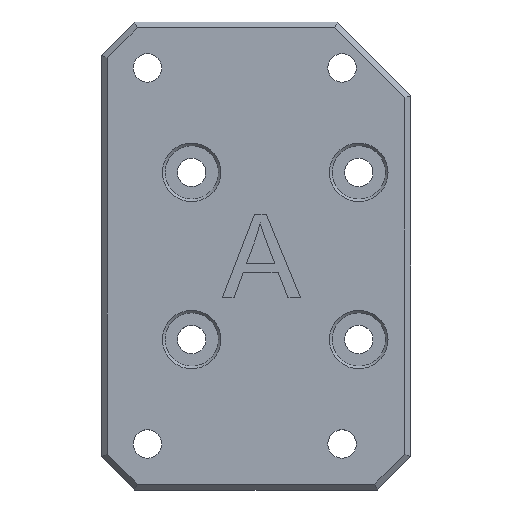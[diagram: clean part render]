
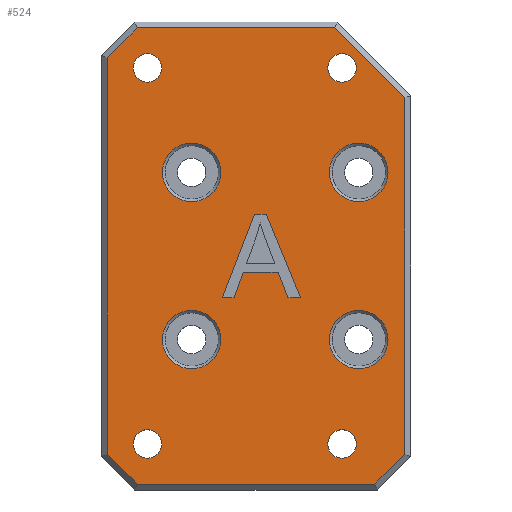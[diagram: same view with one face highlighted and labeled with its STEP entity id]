
A CAD part, top view. The second image highlights one B-rep face of the part: STEP entity #524.
In plain terms, the highlighted planar face has unit normal (0, 0, 1).
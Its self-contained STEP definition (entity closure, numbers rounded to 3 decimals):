
#263=CARTESIAN_POINT('',(-543.82,-142.896,27.5));
#264=DIRECTION('',(0.,0.,1.));
#265=DIRECTION('',(1.,0.,0.));
#266=AXIS2_PLACEMENT_3D('',#263,#264,#265);
#267=PLANE('',#266);
#268=CARTESIAN_POINT('',(321.5,226.81,27.5));
#269=VERTEX_POINT('',#268);
#270=CARTESIAN_POINT('',(313.11,235.2,27.5));
#271=VERTEX_POINT('',#270);
#272=CARTESIAN_POINT('',(321.5,226.81,27.5));
#273=DIRECTION('',(-0.707,0.707,0.));
#274=VECTOR('',#273,11.865);
#275=LINE('',#272,#274);
#276=EDGE_CURVE('',#269,#271,#275,.T.);
#277=ORIENTED_EDGE('',*,*,#276,.T.);
#278=CARTESIAN_POINT('',(289.49,235.2,27.5));
#279=VERTEX_POINT('',#278);
#280=CARTESIAN_POINT('',(313.11,235.2,27.5));
#281=DIRECTION('',(-1.,0.,0.));
#282=VECTOR('',#281,23.62);
#283=LINE('',#280,#282);
#284=EDGE_CURVE('',#271,#279,#283,.T.);
#285=ORIENTED_EDGE('',*,*,#284,.T.);
#286=CARTESIAN_POINT('',(285.9,231.61,27.5));
#287=VERTEX_POINT('',#286);
#288=CARTESIAN_POINT('',(289.49,235.2,27.5));
#289=DIRECTION('',(-0.707,-0.707,0.));
#290=VECTOR('',#289,5.077);
#291=LINE('',#288,#290);
#292=EDGE_CURVE('',#279,#287,#291,.T.);
#293=ORIENTED_EDGE('',*,*,#292,.T.);
#294=CARTESIAN_POINT('',(285.9,184.19,27.5));
#295=VERTEX_POINT('',#294);
#296=CARTESIAN_POINT('',(285.9,231.61,27.5));
#297=DIRECTION('',(0.,-1.,0.));
#298=VECTOR('',#297,47.42);
#299=LINE('',#296,#298);
#300=EDGE_CURVE('',#287,#295,#299,.T.);
#301=ORIENTED_EDGE('',*,*,#300,.T.);
#302=CARTESIAN_POINT('',(289.49,180.6,27.5));
#303=VERTEX_POINT('',#302);
#304=CARTESIAN_POINT('',(285.9,184.19,27.5));
#305=DIRECTION('',(0.707,-0.707,0.));
#306=VECTOR('',#305,5.077);
#307=LINE('',#304,#306);
#308=EDGE_CURVE('',#295,#303,#307,.T.);
#309=ORIENTED_EDGE('',*,*,#308,.T.);
#310=CARTESIAN_POINT('',(317.91,180.6,27.5));
#311=VERTEX_POINT('',#310);
#312=CARTESIAN_POINT('',(289.49,180.6,27.5));
#313=DIRECTION('',(1.,0.,-0.));
#314=VECTOR('',#313,28.42);
#315=LINE('',#312,#314);
#316=EDGE_CURVE('',#303,#311,#315,.T.);
#317=ORIENTED_EDGE('',*,*,#316,.T.);
#318=CARTESIAN_POINT('',(321.5,184.19,27.5));
#319=VERTEX_POINT('',#318);
#320=CARTESIAN_POINT('',(317.91,180.6,27.5));
#321=DIRECTION('',(0.707,0.707,0.));
#322=VECTOR('',#321,5.077);
#323=LINE('',#320,#322);
#324=EDGE_CURVE('',#311,#319,#323,.T.);
#325=ORIENTED_EDGE('',*,*,#324,.T.);
#326=CARTESIAN_POINT('',(321.5,184.19,27.5));
#327=DIRECTION('',(0.,1.,0.));
#328=VECTOR('',#327,42.62);
#329=LINE('',#326,#328);
#330=EDGE_CURVE('',#319,#269,#329,.T.);
#331=ORIENTED_EDGE('',*,*,#330,.T.);
#332=EDGE_LOOP('',(#277,#285,#293,#301,#309,#317,#325,#331));
#333=FACE_BOUND('',#332,.T.);
#334=CARTESIAN_POINT('',(289.,230.4,27.5));
#335=VERTEX_POINT('',#334);
#336=CARTESIAN_POINT('',(292.4,230.4,27.5));
#337=VERTEX_POINT('',#336);
#338=CARTESIAN_POINT('',(290.7,230.4,27.5));
#339=DIRECTION('',(0.,0.,1.));
#340=DIRECTION('',(1.,0.,-0.));
#341=AXIS2_PLACEMENT_3D('',#338,#339,#340);
#342=CIRCLE('',#341,1.7);
#343=EDGE_CURVE('',#335,#337,#342,.T.);
#344=ORIENTED_EDGE('',*,*,#343,.F.);
#345=CARTESIAN_POINT('',(290.7,230.4,27.5));
#346=DIRECTION('',(0.,0.,1.));
#347=DIRECTION('',(1.,0.,-0.));
#348=AXIS2_PLACEMENT_3D('',#345,#346,#347);
#349=CIRCLE('',#348,1.7);
#350=EDGE_CURVE('',#337,#335,#349,.T.);
#351=ORIENTED_EDGE('',*,*,#350,.F.);
#352=EDGE_LOOP('',(#344,#351));
#353=FACE_BOUND('',#352,.T.);
#354=CARTESIAN_POINT('',(289.,185.4,27.5));
#355=VERTEX_POINT('',#354);
#356=CARTESIAN_POINT('',(292.4,185.4,27.5));
#357=VERTEX_POINT('',#356);
#358=CARTESIAN_POINT('',(290.7,185.4,27.5));
#359=DIRECTION('',(0.,0.,1.));
#360=DIRECTION('',(1.,0.,-0.));
#361=AXIS2_PLACEMENT_3D('',#358,#359,#360);
#362=CIRCLE('',#361,1.7);
#363=EDGE_CURVE('',#355,#357,#362,.T.);
#364=ORIENTED_EDGE('',*,*,#363,.F.);
#365=CARTESIAN_POINT('',(290.7,185.4,27.5));
#366=DIRECTION('',(0.,0.,1.));
#367=DIRECTION('',(1.,0.,-0.));
#368=AXIS2_PLACEMENT_3D('',#365,#366,#367);
#369=CIRCLE('',#368,1.7);
#370=EDGE_CURVE('',#357,#355,#369,.T.);
#371=ORIENTED_EDGE('',*,*,#370,.F.);
#372=EDGE_LOOP('',(#364,#371));
#373=FACE_BOUND('',#372,.T.);
#374=CARTESIAN_POINT('',(312.3,185.4,27.5));
#375=VERTEX_POINT('',#374);
#376=CARTESIAN_POINT('',(315.7,185.4,27.5));
#377=VERTEX_POINT('',#376);
#378=CARTESIAN_POINT('',(314.,185.4,27.5));
#379=DIRECTION('',(0.,0.,1.));
#380=DIRECTION('',(1.,0.,-0.));
#381=AXIS2_PLACEMENT_3D('',#378,#379,#380);
#382=CIRCLE('',#381,1.7);
#383=EDGE_CURVE('',#375,#377,#382,.T.);
#384=ORIENTED_EDGE('',*,*,#383,.F.);
#385=CARTESIAN_POINT('',(314.,185.4,27.5));
#386=DIRECTION('',(0.,0.,1.));
#387=DIRECTION('',(1.,0.,-0.));
#388=AXIS2_PLACEMENT_3D('',#385,#386,#387);
#389=CIRCLE('',#388,1.7);
#390=EDGE_CURVE('',#377,#375,#389,.T.);
#391=ORIENTED_EDGE('',*,*,#390,.F.);
#392=EDGE_LOOP('',(#384,#391));
#393=FACE_BOUND('',#392,.T.);
#394=CARTESIAN_POINT('',(312.3,230.4,27.5));
#395=VERTEX_POINT('',#394);
#396=CARTESIAN_POINT('',(315.7,230.4,27.5));
#397=VERTEX_POINT('',#396);
#398=CARTESIAN_POINT('',(314.,230.4,27.5));
#399=DIRECTION('',(0.,0.,1.));
#400=DIRECTION('',(1.,0.,-0.));
#401=AXIS2_PLACEMENT_3D('',#398,#399,#400);
#402=CIRCLE('',#401,1.7);
#403=EDGE_CURVE('',#395,#397,#402,.T.);
#404=ORIENTED_EDGE('',*,*,#403,.F.);
#405=CARTESIAN_POINT('',(314.,230.4,27.5));
#406=DIRECTION('',(0.,0.,1.));
#407=DIRECTION('',(1.,0.,-0.));
#408=AXIS2_PLACEMENT_3D('',#405,#406,#407);
#409=CIRCLE('',#408,1.7);
#410=EDGE_CURVE('',#397,#395,#409,.T.);
#411=ORIENTED_EDGE('',*,*,#410,.F.);
#412=EDGE_LOOP('',(#404,#411));
#413=FACE_BOUND('',#412,.T.);
#414=CARTESIAN_POINT('',(299.5,197.9,27.5));
#415=VERTEX_POINT('',#414);
#416=CARTESIAN_POINT('',(296.,197.9,27.5));
#417=DIRECTION('',(-0.,-0.,-1.));
#418=DIRECTION('',(1.,0.,-0.));
#419=AXIS2_PLACEMENT_3D('',#416,#417,#418);
#420=CIRCLE('',#419,3.5);
#421=EDGE_CURVE('',#415,#415,#420,.T.);
#422=ORIENTED_EDGE('',*,*,#421,.T.);
#423=EDGE_LOOP('',(#422));
#424=FACE_BOUND('',#423,.T.);
#425=CARTESIAN_POINT('',(319.5,197.9,27.5));
#426=VERTEX_POINT('',#425);
#427=CARTESIAN_POINT('',(316.,197.9,27.5));
#428=DIRECTION('',(-0.,-0.,-1.));
#429=DIRECTION('',(1.,0.,-0.));
#430=AXIS2_PLACEMENT_3D('',#427,#428,#429);
#431=CIRCLE('',#430,3.5);
#432=EDGE_CURVE('',#426,#426,#431,.T.);
#433=ORIENTED_EDGE('',*,*,#432,.T.);
#434=EDGE_LOOP('',(#433));
#435=FACE_BOUND('',#434,.T.);
#436=CARTESIAN_POINT('',(319.5,217.9,27.5));
#437=VERTEX_POINT('',#436);
#438=CARTESIAN_POINT('',(316.,217.9,27.5));
#439=DIRECTION('',(-0.,-0.,-1.));
#440=DIRECTION('',(1.,0.,-0.));
#441=AXIS2_PLACEMENT_3D('',#438,#439,#440);
#442=CIRCLE('',#441,3.5);
#443=EDGE_CURVE('',#437,#437,#442,.T.);
#444=ORIENTED_EDGE('',*,*,#443,.T.);
#445=EDGE_LOOP('',(#444));
#446=FACE_BOUND('',#445,.T.);
#447=CARTESIAN_POINT('',(299.5,217.9,27.5));
#448=VERTEX_POINT('',#447);
#449=CARTESIAN_POINT('',(296.,217.9,27.5));
#450=DIRECTION('',(-0.,-0.,-1.));
#451=DIRECTION('',(1.,0.,-0.));
#452=AXIS2_PLACEMENT_3D('',#449,#450,#451);
#453=CIRCLE('',#452,3.5);
#454=EDGE_CURVE('',#448,#448,#453,.T.);
#455=ORIENTED_EDGE('',*,*,#454,.T.);
#456=EDGE_LOOP('',(#455));
#457=FACE_BOUND('',#456,.T.);
#458=CARTESIAN_POINT('',(299.674,202.903,27.5));
#459=VERTEX_POINT('',#458);
#460=CARTESIAN_POINT('',(303.512,212.897,27.5));
#461=VERTEX_POINT('',#460);
#462=CARTESIAN_POINT('',(299.674,202.903,27.5));
#463=DIRECTION('',(0.359,0.934,0.));
#464=VECTOR('',#463,10.705);
#465=LINE('',#462,#464);
#466=EDGE_CURVE('',#459,#461,#465,.T.);
#467=ORIENTED_EDGE('',*,*,#466,.T.);
#468=CARTESIAN_POINT('',(304.936,212.897,27.5));
#469=VERTEX_POINT('',#468);
#470=CARTESIAN_POINT('',(303.512,212.897,27.5));
#471=DIRECTION('',(1.,0.,-0.));
#472=VECTOR('',#471,1.425);
#473=LINE('',#470,#472);
#474=EDGE_CURVE('',#461,#469,#473,.T.);
#475=ORIENTED_EDGE('',*,*,#474,.T.);
#476=CARTESIAN_POINT('',(309.026,202.903,27.5));
#477=VERTEX_POINT('',#476);
#478=CARTESIAN_POINT('',(304.936,212.897,27.5));
#479=DIRECTION('',(0.379,-0.925,0.));
#480=VECTOR('',#479,10.798);
#481=LINE('',#478,#480);
#482=EDGE_CURVE('',#469,#477,#481,.T.);
#483=ORIENTED_EDGE('',*,*,#482,.T.);
#484=CARTESIAN_POINT('',(307.52,202.903,27.5));
#485=VERTEX_POINT('',#484);
#486=CARTESIAN_POINT('',(309.026,202.903,27.5));
#487=DIRECTION('',(-1.,0.,0.));
#488=VECTOR('',#487,1.506);
#489=LINE('',#486,#488);
#490=EDGE_CURVE('',#477,#485,#489,.T.);
#491=ORIENTED_EDGE('',*,*,#490,.T.);
#492=CARTESIAN_POINT('',(306.354,205.93,27.5));
#493=VERTEX_POINT('',#492);
#494=CARTESIAN_POINT('',(307.52,202.903,27.5));
#495=DIRECTION('',(-0.359,0.933,0.));
#496=VECTOR('',#495,3.243);
#497=LINE('',#494,#496);
#498=EDGE_CURVE('',#485,#493,#497,.T.);
#499=ORIENTED_EDGE('',*,*,#498,.T.);
#500=CARTESIAN_POINT('',(302.175,205.93,27.5));
#501=VERTEX_POINT('',#500);
#502=CARTESIAN_POINT('',(306.354,205.93,27.5));
#503=DIRECTION('',(-1.,0.,0.));
#504=VECTOR('',#503,4.179);
#505=LINE('',#502,#504);
#506=EDGE_CURVE('',#493,#501,#505,.T.);
#507=ORIENTED_EDGE('',*,*,#506,.T.);
#508=CARTESIAN_POINT('',(301.078,202.903,27.5));
#509=VERTEX_POINT('',#508);
#510=CARTESIAN_POINT('',(302.175,205.93,27.5));
#511=DIRECTION('',(-0.341,-0.94,0.));
#512=VECTOR('',#511,3.219);
#513=LINE('',#510,#512);
#514=EDGE_CURVE('',#501,#509,#513,.T.);
#515=ORIENTED_EDGE('',*,*,#514,.T.);
#516=CARTESIAN_POINT('',(301.078,202.903,27.5));
#517=DIRECTION('',(-1.,0.,0.));
#518=VECTOR('',#517,1.404);
#519=LINE('',#516,#518);
#520=EDGE_CURVE('',#509,#459,#519,.T.);
#521=ORIENTED_EDGE('',*,*,#520,.T.);
#522=EDGE_LOOP('',(#467,#475,#483,#491,#499,#507,#515,#521));
#523=FACE_BOUND('',#522,.T.);
#524=ADVANCED_FACE('',(#333,#353,#373,#393,#413,#424,#435,#446,#457,#523),#267,.T.);
